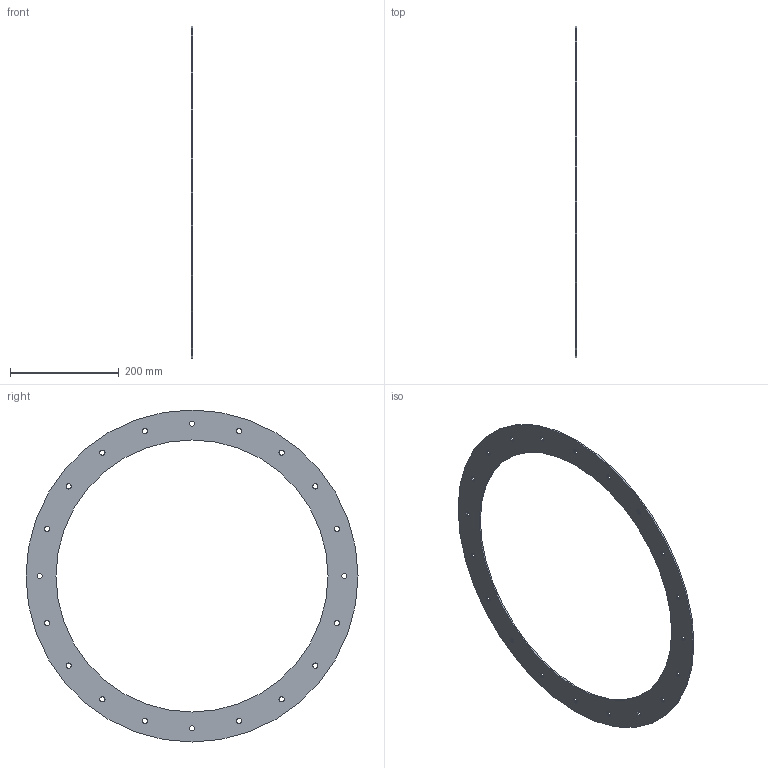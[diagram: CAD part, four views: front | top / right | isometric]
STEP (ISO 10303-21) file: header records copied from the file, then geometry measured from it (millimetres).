
FILE_DESCRIPTION( ( 'STEP AP214' ), '1' );
FILE_NAME( '3007127H.stp', '2021-12-06T12:10:37', ( 'License CC BY-ND 4.0' ), ( 'CADENAS' ), ' ', 'PARTsolutions', ' ' );
FILE_SCHEMA( ( 'AUTOMOTIVE_DESIGN { 1 0 10303 214 1 1 1 1 }' ) );
Length unit declared in the file: millimetre
Products named in the file (1): _3007127H
Bounding box: 3 x 610 x 610 mm (x, y, z)
Volume: 283438.4 mm3; surface area: 201211.2 mm2
Topology: 1 solids, 1 shells, 24 faces, 66 edges, 44 vertices
Faces by surface type: cylinder 22, plane 2
Full cylindrical faces by diameter (mm): 9.5 x20, 500 x1, 610 x1
Entity records: 976 total; most frequent: DIRECTION 138, CARTESIAN_POINT 113, EDGE_LOOP 88, ORIENTED_EDGE 88, AXIS2_PLACEMENT_3D 69, FACE_OUTER_BOUND 46, EDGE_CURVE 44, VERTEX_POINT 44
